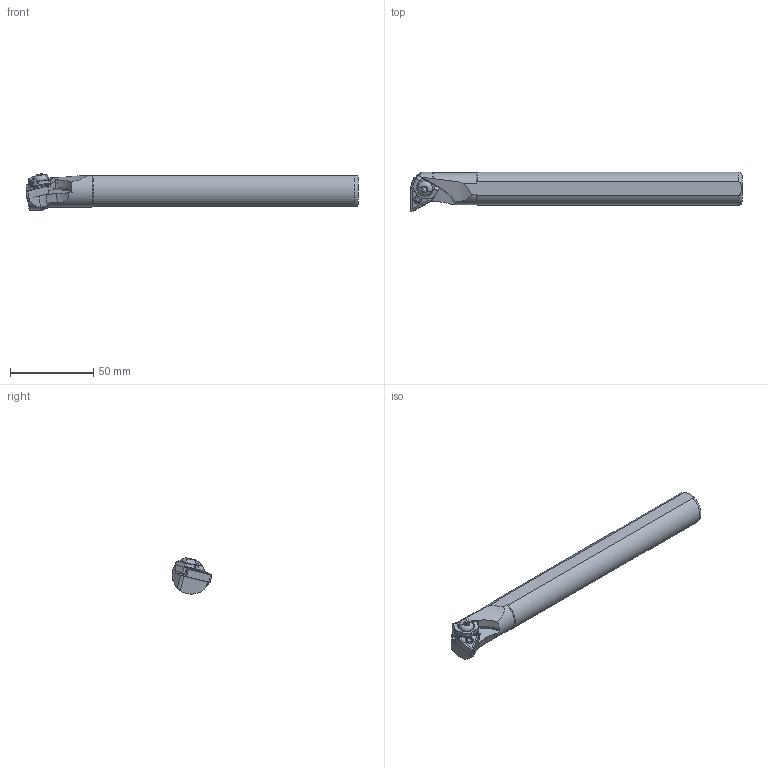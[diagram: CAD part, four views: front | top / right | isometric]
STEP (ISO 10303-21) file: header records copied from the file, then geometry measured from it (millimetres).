
FILE_DESCRIPTION (( 'STEP AP214' ), '1' );
FILE_NAME ('S20R-MTFNR-16-LIGHT.STP', '2023-10-23T06:23:36', ( '' ), ( '' ), 'SwSTEP 2.0', 'SolidWorks 2018', '' );
FILE_SCHEMA (( 'AUTOMOTIVE_DESIGN' ));
Length unit declared in the file: millimetre
Products named in the file (1): S20R-MTFNR-16-LIGHT
Bounding box: 200 x 24 x 21.78 mm (x, y, z)
Volume: 58844.4 mm3; surface area: 14129.2 mm2
Topology: 2 solids, 2 shells, 247 faces, 614 edges, 375 vertices
Faces by surface type: plane 100, cylinder 73, cone 41, bspline 17, torus 16
Entity records: 10572 total; most frequent: CARTESIAN_POINT 4662, ORIENTED_EDGE 1224, DIRECTION 1087, EDGE_CURVE 612, AXIS2_PLACEMENT_3D 391, VERTEX_POINT 375, LINE 305, VECTOR 305
